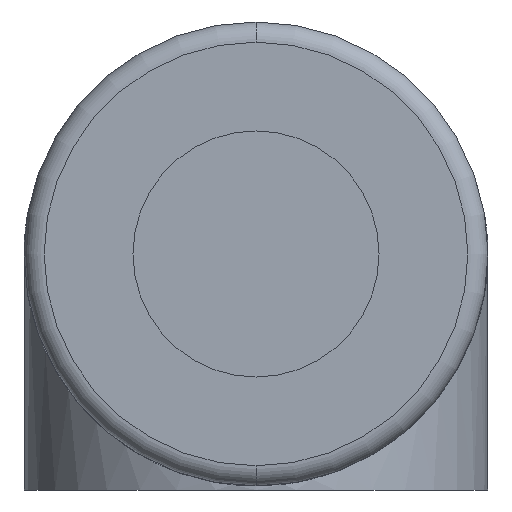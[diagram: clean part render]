
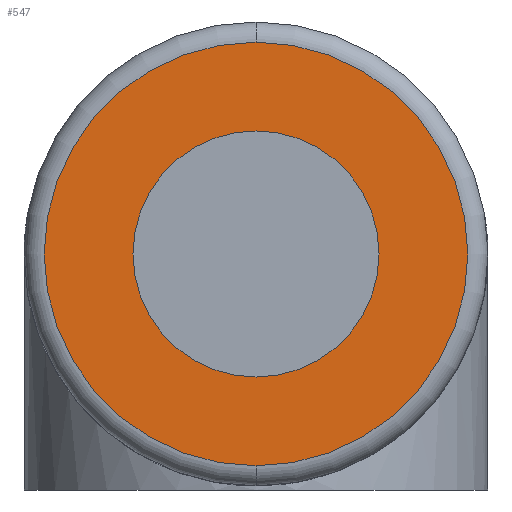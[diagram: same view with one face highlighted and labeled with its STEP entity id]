
A CAD part, front view. The second image highlights one B-rep face of the part: STEP entity #547.
In plain terms, the highlighted planar face has unit normal (0, -1, 0).
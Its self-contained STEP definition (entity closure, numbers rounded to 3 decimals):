
#5 = VERTEX_POINT ( 'NONE', #179 ) ;
#8 = AXIS2_PLACEMENT_3D ( 'NONE', #431, #198, #383 ) ;
#19 = ORIENTED_EDGE ( 'NONE', *, *, #529, .F. ) ;
#27 = CIRCLE ( 'NONE', #8, 61. ) ;
#28 = DIRECTION ( 'NONE',  ( 0., -1., 0. ) ) ;
#33 = PLANE ( 'NONE',  #225 ) ;
#40 = CARTESIAN_POINT ( 'NONE',  ( 0., -1100., -61. ) ) ;
#71 = CARTESIAN_POINT ( 'NONE',  ( 0., -1100., 105. ) ) ;
#80 = DIRECTION ( 'NONE',  ( 0., 0., 1. ) ) ;
#89 = EDGE_CURVE ( 'NONE', #5, #380, #454, .T. ) ;
#95 = DIRECTION ( 'NONE',  ( 0., 0., 1. ) ) ;
#120 = VERTEX_POINT ( 'NONE', #40 ) ;
#125 = DIRECTION ( 'NONE',  ( 0., -1., 0. ) ) ;
#128 = FACE_BOUND ( 'NONE', #586, .T. ) ;
#132 = DIRECTION ( 'NONE',  ( 0., 1., 0. ) ) ;
#173 = CARTESIAN_POINT ( 'NONE',  ( 0., -1100., 0. ) ) ;
#179 = CARTESIAN_POINT ( 'NONE',  ( 0., -1100., -105. ) ) ;
#188 = ORIENTED_EDGE ( 'NONE', *, *, #210, .F. ) ;
#198 = DIRECTION ( 'NONE',  ( 0., -1., 0. ) ) ;
#210 = EDGE_CURVE ( 'NONE', #120, #480, #27, .T. ) ;
#219 = CARTESIAN_POINT ( 'NONE',  ( 0., -1100., 0. ) ) ;
#225 = AXIS2_PLACEMENT_3D ( 'NONE', #317, #132, #409 ) ;
#243 = AXIS2_PLACEMENT_3D ( 'NONE', #219, #125, #551 ) ;
#267 = CIRCLE ( 'NONE', #532, 105. ) ;
#269 = FACE_OUTER_BOUND ( 'NONE', #305, .T. ) ;
#288 = EDGE_CURVE ( 'NONE', #380, #5, #267, .T. ) ;
#305 = EDGE_LOOP ( 'NONE', ( #595, #376 ) ) ;
#317 = CARTESIAN_POINT ( 'NONE',  ( 0., -1100., 0. ) ) ;
#328 = CARTESIAN_POINT ( 'NONE',  ( 0., -1100., 0. ) ) ;
#369 = AXIS2_PLACEMENT_3D ( 'NONE', #173, #28, #80 ) ;
#376 = ORIENTED_EDGE ( 'NONE', *, *, #89, .T. ) ;
#380 = VERTEX_POINT ( 'NONE', #71 ) ;
#383 = DIRECTION ( 'NONE',  ( 0., 0., -1. ) ) ;
#409 = DIRECTION ( 'NONE',  ( 0., 0., 1. ) ) ;
#411 = CIRCLE ( 'NONE', #243, 61. ) ;
#431 = CARTESIAN_POINT ( 'NONE',  ( 0., -1100., 0. ) ) ;
#454 = CIRCLE ( 'NONE', #369, 105. ) ;
#464 = CARTESIAN_POINT ( 'NONE',  ( 0., -1100., 61. ) ) ;
#480 = VERTEX_POINT ( 'NONE', #464 ) ;
#525 = DIRECTION ( 'NONE',  ( 0., -1., 0. ) ) ;
#529 = EDGE_CURVE ( 'NONE', #480, #120, #411, .T. ) ;
#532 = AXIS2_PLACEMENT_3D ( 'NONE', #328, #525, #95 ) ;
#547 = ADVANCED_FACE ( 'NONE', ( #269, #128 ), #33, .F. ) ;
#551 = DIRECTION ( 'NONE',  ( 0., 0., -1. ) ) ;
#586 = EDGE_LOOP ( 'NONE', ( #188, #19 ) ) ;
#595 = ORIENTED_EDGE ( 'NONE', *, *, #288, .T. ) ;
